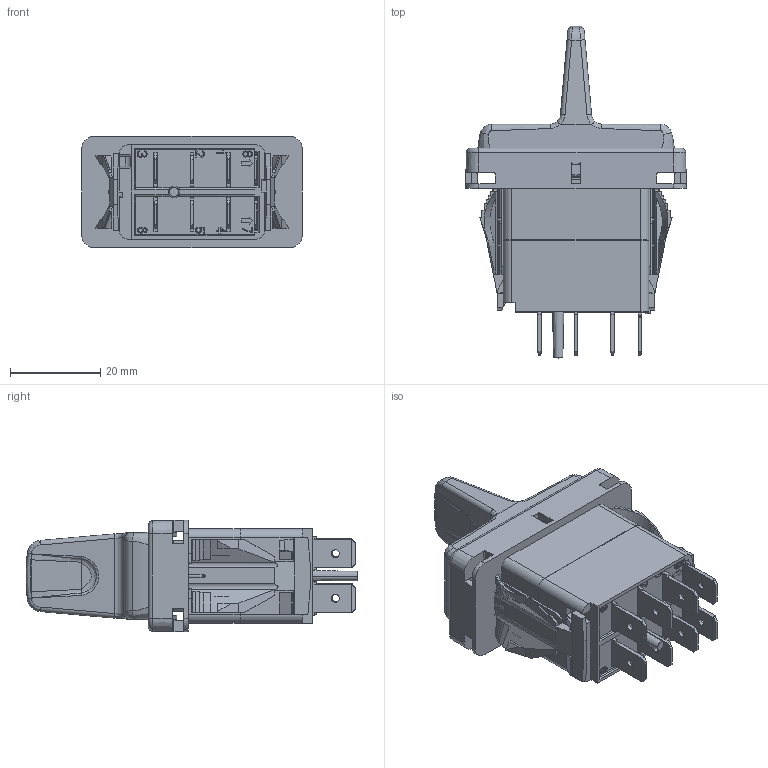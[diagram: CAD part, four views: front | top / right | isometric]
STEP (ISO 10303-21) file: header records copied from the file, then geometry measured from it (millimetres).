
FILE_DESCRIPTION((''),'2;1');
FILE_NAME('VJD1U664-J7700-000_SW0001','2011-09-22T',('leads.cao'),(''),'PRO/ENGINEER BY PARAMETRIC TECHNOLOGY CORPORATION, 2010280','PRO/ENGINEER BY PARAMETRIC TECHNOLOGY CORPORATION, 2010280','');
FILE_SCHEMA(('CONFIG_CONTROL_DESIGN'));
Products named in the file (1): VJD1U664-J7700-000_SW0001
Bounding box: 48.82 x 73.44 x 24.69 mm (x, y, z)
Volume: 17033.2 mm3; surface area: 21385.1 mm2
Topology: 1 solids, 1 shells, 2390 faces, 6368 edges, 3987 vertices
Faces by surface type: plane 1800, cylinder 276, cone 222, bspline 68, torus 16, extrusion 8
Entity records: 78547 total; most frequent: CARTESIAN_POINT 21375, ORIENTED_EDGE 12728, DIRECTION 10506, EDGE_CURVE 6364, VECTOR 4484, LINE 4476, VERTEX_POINT 3987, AXIS2_PLACEMENT_3D 3011
